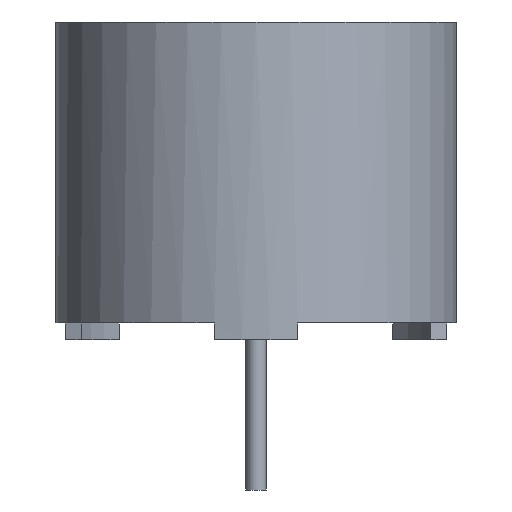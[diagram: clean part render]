
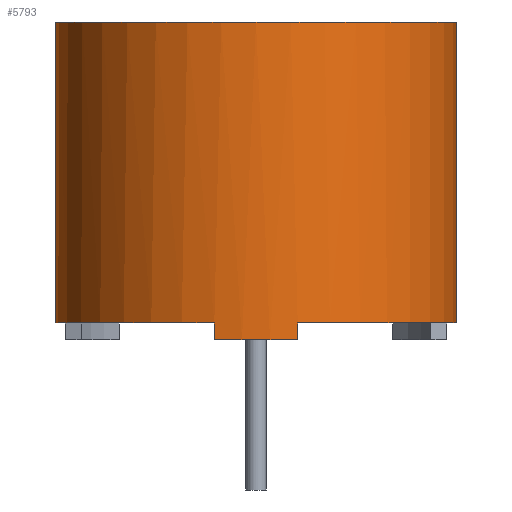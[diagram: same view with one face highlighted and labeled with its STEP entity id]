
A CAD part, left-side view. The second image highlights one B-rep face of the part: STEP entity #5793.
In plain terms, the highlighted cylindrical face has radius 6 mm (diameter 12 mm), a full revolution.
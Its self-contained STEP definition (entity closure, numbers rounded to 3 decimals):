
#599=FACE_OUTER_BOUND('',#920,.T.);
#920=EDGE_LOOP('',(#3973,#3974,#3975,#3976,#3977,#3978,#3979,#3980,#3981,
#3982,#3983,#3984,#3985,#3986,#3987,#3988));
#1273=LINE('',#7757,#1886);
#1274=LINE('',#7761,#1887);
#1275=LINE('',#7765,#1888);
#1276=LINE('',#7769,#1889);
#1277=LINE('',#7773,#1890);
#1278=LINE('',#7778,#1891);
#1279=LINE('',#7781,#1892);
#1886=VECTOR('',#6504,1.);
#1887=VECTOR('',#6507,1.);
#1888=VECTOR('',#6510,1.);
#1889=VECTOR('',#6513,1.);
#1890=VECTOR('',#6516,6.);
#1891=VECTOR('',#6521,1.);
#1892=VECTOR('',#6524,1.);
#2504=CIRCLE('',#6153,6.);
#2505=CIRCLE('',#6154,6.);
#2506=CIRCLE('',#6155,6.);
#2507=CIRCLE('',#6156,6.);
#2508=CIRCLE('',#6157,6.);
#2509=CIRCLE('',#6158,6.);
#2510=CIRCLE('',#6159,6.);
#2511=CIRCLE('',#6160,6.);
#2528=VERTEX_POINT('',#7753);
#2529=VERTEX_POINT('',#7754);
#2530=VERTEX_POINT('',#7756);
#2531=VERTEX_POINT('',#7758);
#2532=VERTEX_POINT('',#7760);
#2533=VERTEX_POINT('',#7762);
#2534=VERTEX_POINT('',#7764);
#2535=VERTEX_POINT('',#7766);
#2536=VERTEX_POINT('',#7768);
#2537=VERTEX_POINT('',#7770);
#2538=VERTEX_POINT('',#7772);
#2539=VERTEX_POINT('',#7775);
#2540=VERTEX_POINT('',#7777);
#2541=VERTEX_POINT('',#7779);
#3107=EDGE_CURVE('',#2528,#2529,#2504,.T.);
#3108=EDGE_CURVE('',#2528,#2530,#1273,.T.);
#3109=EDGE_CURVE('',#2530,#2531,#2505,.T.);
#3110=EDGE_CURVE('',#2532,#2531,#1274,.T.);
#3111=EDGE_CURVE('',#2533,#2532,#2506,.T.);
#3112=EDGE_CURVE('',#2533,#2534,#1275,.T.);
#3113=EDGE_CURVE('',#2534,#2535,#2507,.T.);
#3114=EDGE_CURVE('',#2536,#2535,#1276,.T.);
#3115=EDGE_CURVE('',#2537,#2536,#2508,.T.);
#3116=EDGE_CURVE('',#2537,#2538,#1277,.T.);
#3117=EDGE_CURVE('',#2538,#2538,#2509,.T.);
#3118=EDGE_CURVE('',#2539,#2537,#2510,.T.);
#3119=EDGE_CURVE('',#2539,#2540,#1278,.T.);
#3120=EDGE_CURVE('',#2540,#2541,#2511,.T.);
#3121=EDGE_CURVE('',#2529,#2541,#1279,.T.);
#3973=ORIENTED_EDGE('',*,*,#3107,.F.);
#3974=ORIENTED_EDGE('',*,*,#3108,.T.);
#3975=ORIENTED_EDGE('',*,*,#3109,.T.);
#3976=ORIENTED_EDGE('',*,*,#3110,.F.);
#3977=ORIENTED_EDGE('',*,*,#3111,.F.);
#3978=ORIENTED_EDGE('',*,*,#3112,.T.);
#3979=ORIENTED_EDGE('',*,*,#3113,.T.);
#3980=ORIENTED_EDGE('',*,*,#3114,.F.);
#3981=ORIENTED_EDGE('',*,*,#3115,.F.);
#3982=ORIENTED_EDGE('',*,*,#3116,.T.);
#3983=ORIENTED_EDGE('',*,*,#3117,.F.);
#3984=ORIENTED_EDGE('',*,*,#3116,.F.);
#3985=ORIENTED_EDGE('',*,*,#3118,.F.);
#3986=ORIENTED_EDGE('',*,*,#3119,.T.);
#3987=ORIENTED_EDGE('',*,*,#3120,.T.);
#3988=ORIENTED_EDGE('',*,*,#3121,.F.);
#5680=CYLINDRICAL_SURFACE('',#6152,6.);
#5793=ADVANCED_FACE('',(#599),#5680,.T.);
#6152=AXIS2_PLACEMENT_3D('',#7752,#6500,#6501);
#6153=AXIS2_PLACEMENT_3D('',#7755,#6502,#6503);
#6154=AXIS2_PLACEMENT_3D('',#7759,#6505,#6506);
#6155=AXIS2_PLACEMENT_3D('',#7763,#6508,#6509);
#6156=AXIS2_PLACEMENT_3D('',#7767,#6511,#6512);
#6157=AXIS2_PLACEMENT_3D('',#7771,#6514,#6515);
#6158=AXIS2_PLACEMENT_3D('',#7774,#6517,#6518);
#6159=AXIS2_PLACEMENT_3D('',#7776,#6519,#6520);
#6160=AXIS2_PLACEMENT_3D('',#7780,#6522,#6523);
#6500=DIRECTION('center_axis',(0.,0.,-1.));
#6501=DIRECTION('ref_axis',(0.,-1.,0.));
#6502=DIRECTION('center_axis',(0.,0.,-1.));
#6503=DIRECTION('ref_axis',(0.,-1.,0.));
#6504=DIRECTION('',(0.,0.,-1.));
#6505=DIRECTION('center_axis',(0.,0.,1.));
#6506=DIRECTION('ref_axis',(0.,1.,0.));
#6507=DIRECTION('',(0.,0.,-1.));
#6508=DIRECTION('center_axis',(0.,0.,-1.));
#6509=DIRECTION('ref_axis',(0.,-1.,0.));
#6510=DIRECTION('',(0.,0.,-1.));
#6511=DIRECTION('center_axis',(0.,0.,1.));
#6512=DIRECTION('ref_axis',(0.,1.,0.));
#6513=DIRECTION('',(0.,0.,-1.));
#6514=DIRECTION('center_axis',(0.,0.,-1.));
#6515=DIRECTION('ref_axis',(0.,-1.,0.));
#6516=DIRECTION('',(0.,0.,1.));
#6517=DIRECTION('center_axis',(0.,0.,1.));
#6518=DIRECTION('ref_axis',(0.,1.,0.));
#6519=DIRECTION('center_axis',(0.,0.,-1.));
#6520=DIRECTION('ref_axis',(0.,-1.,0.));
#6521=DIRECTION('',(0.,0.,-1.));
#6522=DIRECTION('center_axis',(0.,0.,1.));
#6523=DIRECTION('ref_axis',(0.,1.,0.));
#6524=DIRECTION('',(0.,0.,-1.));
#7752=CARTESIAN_POINT('Origin',(-0.02,0.,9.5));
#7753=CARTESIAN_POINT('',(1.834,-5.706,0.5));
#7754=CARTESIAN_POINT('',(-5.889,-1.247,0.5));
#7755=CARTESIAN_POINT('Origin',(-0.02,0.,0.5));
#7756=CARTESIAN_POINT('',(1.834,-5.706,0.));
#7757=CARTESIAN_POINT('',(1.834,-5.706,0.5));
#7758=CARTESIAN_POINT('',(3.995,-4.459,0.));
#7759=CARTESIAN_POINT('Origin',(-0.02,0.,0.));
#7760=CARTESIAN_POINT('',(3.995,-4.459,0.5));
#7761=CARTESIAN_POINT('',(3.995,-4.459,0.5));
#7762=CARTESIAN_POINT('',(3.995,4.459,0.5));
#7763=CARTESIAN_POINT('Origin',(-0.02,0.,0.5));
#7764=CARTESIAN_POINT('',(3.995,4.459,0.));
#7765=CARTESIAN_POINT('',(3.995,4.459,0.5));
#7766=CARTESIAN_POINT('',(1.834,5.706,0.));
#7767=CARTESIAN_POINT('Origin',(-0.02,0.,0.));
#7768=CARTESIAN_POINT('',(1.834,5.706,0.5));
#7769=CARTESIAN_POINT('',(1.834,5.706,0.5));
#7770=CARTESIAN_POINT('',(-0.02,6.,0.5));
#7771=CARTESIAN_POINT('Origin',(-0.02,0.,0.5));
#7772=CARTESIAN_POINT('',(-0.02,6.,9.5));
#7773=CARTESIAN_POINT('',(-0.02,6.,9.5));
#7774=CARTESIAN_POINT('Origin',(-0.02,0.,9.5));
#7775=CARTESIAN_POINT('',(-5.889,1.247,0.5));
#7776=CARTESIAN_POINT('Origin',(-0.02,0.,0.5));
#7777=CARTESIAN_POINT('',(-5.889,1.247,0.));
#7778=CARTESIAN_POINT('',(-5.889,1.247,0.5));
#7779=CARTESIAN_POINT('',(-5.889,-1.247,0.));
#7780=CARTESIAN_POINT('Origin',(-0.02,0.,0.));
#7781=CARTESIAN_POINT('',(-5.889,-1.247,0.5));
